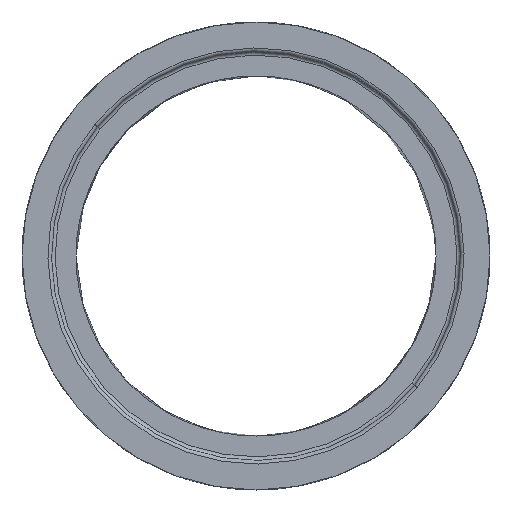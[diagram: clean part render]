
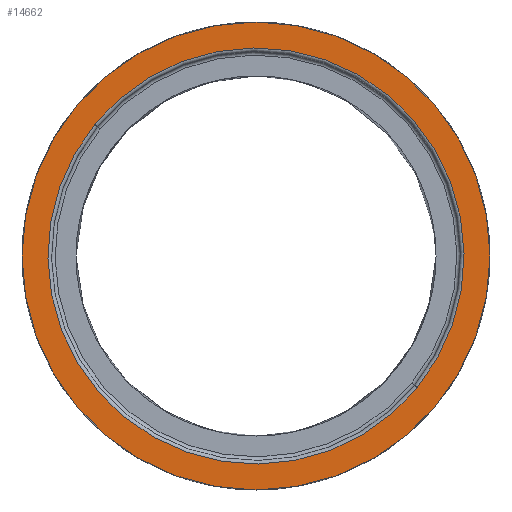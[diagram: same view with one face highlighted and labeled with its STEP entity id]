
A CAD part, front view. The second image highlights one B-rep face of the part: STEP entity #14662.
In plain terms, the highlighted face is planar.
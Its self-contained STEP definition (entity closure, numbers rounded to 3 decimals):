
#582 = DIRECTION ( 'NONE',  ( 0., 0., 1. ) ) ;
#604 = DIRECTION ( 'NONE',  ( 0., 0., 1. ) ) ;
#963 = EDGE_CURVE ( 'NONE', #19087, #16014, #12045, .T. ) ;
#2697 = DIRECTION ( 'NONE',  ( 0.775, 0.632, 0. ) ) ;
#2964 = CARTESIAN_POINT ( 'NONE',  ( 447.735, 365.537, -100. ) ) ;
#3220 = CARTESIAN_POINT ( 'NONE',  ( 650., 0., -100. ) ) ;
#3336 = DIRECTION ( 'NONE',  ( 1., 0., 0. ) ) ;
#4068 = PLANE ( 'NONE',  #10684 ) ;
#4644 = ORIENTED_EDGE ( 'NONE', *, *, #963, .F. ) ;
#4845 = EDGE_LOOP ( 'NONE', ( #4644, #22516 ) ) ;
#5297 = EDGE_CURVE ( 'NONE', #16014, #19087, #15641, .T. ) ;
#5838 = CIRCLE ( 'NONE', #18661, 578. ) ;
#6511 = CARTESIAN_POINT ( 'NONE',  ( -650., 0., -100. ) ) ;
#7619 = DIRECTION ( 'NONE',  ( 1., 0., 0. ) ) ;
#8283 = VERTEX_POINT ( 'NONE', #20735 ) ;
#8629 = VERTEX_POINT ( 'NONE', #2964 ) ;
#9228 = FACE_OUTER_BOUND ( 'NONE', #4845, .T. ) ;
#10564 = CARTESIAN_POINT ( 'NONE',  ( 0., 0., -100. ) ) ;
#10684 = AXIS2_PLACEMENT_3D ( 'NONE', #18064, #604, #7619 ) ;
#11065 = FACE_BOUND ( 'NONE', #18749, .T. ) ;
#11668 = AXIS2_PLACEMENT_3D ( 'NONE', #21699, #17811, #12982 ) ;
#12045 = CIRCLE ( 'NONE', #11668, 650. ) ;
#12982 = DIRECTION ( 'NONE',  ( 1., 0., 0. ) ) ;
#14662 = ADVANCED_FACE ( 'NONE', ( #11065, #9228 ), #4068, .F. ) ;
#14821 = CARTESIAN_POINT ( 'NONE',  ( 0., 0., -100. ) ) ;
#14863 = CARTESIAN_POINT ( 'NONE',  ( 0., 0., -100. ) ) ;
#15053 = CIRCLE ( 'NONE', #21645, 578. ) ;
#15641 = CIRCLE ( 'NONE', #18581, 650. ) ;
#16014 = VERTEX_POINT ( 'NONE', #6511 ) ;
#17620 = EDGE_CURVE ( 'NONE', #8629, #8283, #5838, .T. ) ;
#17811 = DIRECTION ( 'NONE',  ( 0., 0., 1. ) ) ;
#18064 = CARTESIAN_POINT ( 'NONE',  ( 0., 0., -100. ) ) ;
#18581 = AXIS2_PLACEMENT_3D ( 'NONE', #10564, #21228, #3336 ) ;
#18661 = AXIS2_PLACEMENT_3D ( 'NONE', #14821, #582, #21814 ) ;
#18749 = EDGE_LOOP ( 'NONE', ( #19919, #21494 ) ) ;
#19087 = VERTEX_POINT ( 'NONE', #3220 ) ;
#19919 = ORIENTED_EDGE ( 'NONE', *, *, #17620, .T. ) ;
#20021 = DIRECTION ( 'NONE',  ( 0., 0., 1. ) ) ;
#20735 = CARTESIAN_POINT ( 'NONE',  ( -447.735, -365.537, -100. ) ) ;
#20846 = EDGE_CURVE ( 'NONE', #8283, #8629, #15053, .T. ) ;
#21228 = DIRECTION ( 'NONE',  ( 0., 0., 1. ) ) ;
#21494 = ORIENTED_EDGE ( 'NONE', *, *, #20846, .T. ) ;
#21645 = AXIS2_PLACEMENT_3D ( 'NONE', #14863, #20021, #2697 ) ;
#21699 = CARTESIAN_POINT ( 'NONE',  ( 0., 0., -100. ) ) ;
#21814 = DIRECTION ( 'NONE',  ( 0.775, 0.632, 0. ) ) ;
#22516 = ORIENTED_EDGE ( 'NONE', *, *, #5297, .F. ) ;
